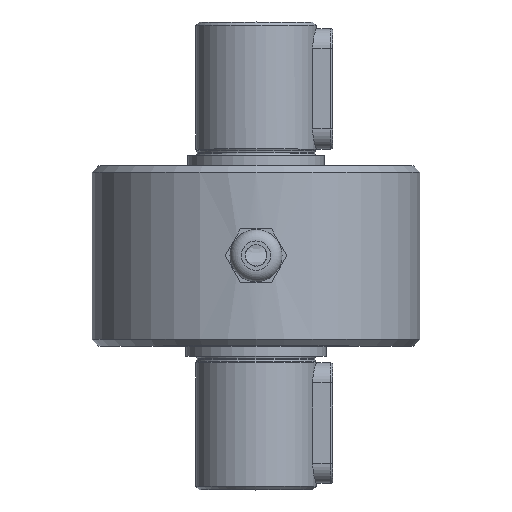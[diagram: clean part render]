
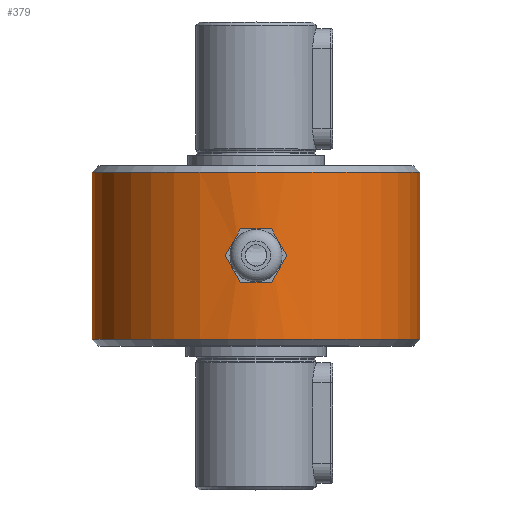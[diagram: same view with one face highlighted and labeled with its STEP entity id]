
A CAD part, top view. The second image highlights one B-rep face of the part: STEP entity #379.
In plain terms, the highlighted cylindrical face has radius 24.5 mm (diameter 49 mm), a full revolution.
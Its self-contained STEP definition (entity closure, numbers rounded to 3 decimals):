
#379 = ADVANCED_FACE( '', ( #744, #745, #746 ), #747, .T. );
#744 = FACE_OUTER_BOUND( '', #1158, .T. );
#745 = FACE_OUTER_BOUND( '', #1159, .T. );
#746 = FACE_BOUND( '', #1160, .T. );
#747 = CYLINDRICAL_SURFACE( '', #1161, 24.5 );
#1158 = EDGE_LOOP( '', ( #1751 ) );
#1159 = EDGE_LOOP( '', ( #1752 ) );
#1160 = EDGE_LOOP( '', ( #1753 ) );
#1161 = AXIS2_PLACEMENT_3D( '', #1754, #1755, #1756 );
#1751 = ORIENTED_EDGE( '', *, *, #2361, .T. );
#1752 = ORIENTED_EDGE( '', *, *, #2362, .T. );
#1753 = ORIENTED_EDGE( '', *, *, #2363, .F. );
#1754 = CARTESIAN_POINT( '', ( -60., 0., 0. ) );
#1755 = DIRECTION( '', ( 1., 0., 0. ) );
#1756 = DIRECTION( '', ( 0., 0., 1. ) );
#2361 = EDGE_CURVE( '', #2758, #2758, #2759, .F. );
#2362 = EDGE_CURVE( '', #2760, #2760, #2761, .F. );
#2363 = EDGE_CURVE( '', #2762, #2762, #2763, .T. );
#2758 = VERTEX_POINT( '', #3465 );
#2759 = CIRCLE( '', #3466, 24.5 );
#2760 = VERTEX_POINT( '', #3467 );
#2761 = CIRCLE( '', #3468, 24.5 );
#2762 = VERTEX_POINT( '', #3469 );
#2763 = B_SPLINE_CURVE_WITH_KNOTS( '', 3, ( #3470, #3471, #3472, #3473, #3474, #3475, #3476, #3477, #3478, #3479, #3480, #3481, #3482, #3483, #3484, #3485, #3486, #3487, #3488, #3489, #3490, #3491, #3492, #3493, #3494, #3495, #3496, #3497, #3498, #3499, #3500, #3501, #3502, #3503, #3504, #3505, #3506, #3507, #3508, #3509, #3510, #3511, #3512, #3513, #3514, #3515, #3516, #3517, #3518, #3519, #3520, #3521, #3522, #3523, #3524, #3525, #3526, #3527, #3528, #3529, #3530, #3531, #3532, #3533 ), .UNSPECIFIED., .T., .F., ( 2, 2, 2, 2, 2, 2, 2, 2, 2, 2, 2, 2, 2, 2, 2, 2, 2, 2, 2, 2, 2, 2, 2, 2, 2, 2, 2, 2, 2, 2, 2, 2, 2, 2 ), ( -0.001, 0., 0., 0.001, 0.001, 0.002, 0.002, 0.003, 0.003, 0.004, 0.004, 0.005, 0.005, 0.006, 0.006, 0.007, 0.007, 0.008, 0.008, 0.009, 0.009, 0.01, 0.01, 0.011, 0.011, 0.012, 0.012, 0.012, 0.013, 0.013, 0.014, 0.014, 0.015, 0.016 ), .UNSPECIFIED. );
#3465 = CARTESIAN_POINT( '', ( 1., 0., 24.5 ) );
#3466 = AXIS2_PLACEMENT_3D( '', #3932, #3933, #3934 );
#3467 = CARTESIAN_POINT( '', ( 26., 0., -24.5 ) );
#3468 = AXIS2_PLACEMENT_3D( '', #3935, #3936, #3937 );
#3469 = CARTESIAN_POINT( '', ( 15.959, 0., 24.5 ) );
#3470 = CARTESIAN_POINT( '', ( 15.959, -0.325, 24.5 ) );
#3471 = CARTESIAN_POINT( '', ( 15.959, 0.163, 24.5 ) );
#3472 = CARTESIAN_POINT( '', ( 15.943, 0.322, 24.498 ) );
#3473 = CARTESIAN_POINT( '', ( 15.88, 0.637, 24.492 ) );
#3474 = CARTESIAN_POINT( '', ( 15.833, 0.793, 24.488 ) );
#3475 = CARTESIAN_POINT( '', ( 15.709, 1.091, 24.476 ) );
#3476 = CARTESIAN_POINT( '', ( 15.634, 1.232, 24.469 ) );
#3477 = CARTESIAN_POINT( '', ( 15.455, 1.499, 24.454 ) );
#3478 = CARTESIAN_POINT( '', ( 15.352, 1.625, 24.446 ) );
#3479 = CARTESIAN_POINT( '', ( 15.125, 1.852, 24.43 ) );
#3480 = CARTESIAN_POINT( '', ( 15.001, 1.954, 24.422 ) );
#3481 = CARTESIAN_POINT( '', ( 14.733, 2.133, 24.407 ) );
#3482 = CARTESIAN_POINT( '', ( 14.59, 2.21, 24.4 ) );
#3483 = CARTESIAN_POINT( '', ( 14.294, 2.332, 24.389 ) );
#3484 = CARTESIAN_POINT( '', ( 14.139, 2.38, 24.384 ) );
#3485 = CARTESIAN_POINT( '', ( 13.821, 2.443, 24.378 ) );
#3486 = CARTESIAN_POINT( '', ( 13.662, 2.458, 24.376 ) );
#3487 = CARTESIAN_POINT( '', ( 13.341, 2.459, 24.376 ) );
#3488 = CARTESIAN_POINT( '', ( 13.178, 2.443, 24.378 ) );
#3489 = CARTESIAN_POINT( '', ( 12.863, 2.38, 24.384 ) );
#3490 = CARTESIAN_POINT( '', ( 12.709, 2.333, 24.389 ) );
#3491 = CARTESIAN_POINT( '', ( 12.411, 2.21, 24.4 ) );
#3492 = CARTESIAN_POINT( '', ( 12.268, 2.133, 24.407 ) );
#3493 = CARTESIAN_POINT( '', ( 12.001, 1.955, 24.422 ) );
#3494 = CARTESIAN_POINT( '', ( 11.877, 1.854, 24.43 ) );
#3495 = CARTESIAN_POINT( '', ( 11.648, 1.624, 24.446 ) );
#3496 = CARTESIAN_POINT( '', ( 11.546, 1.5, 24.454 ) );
#3497 = CARTESIAN_POINT( '', ( 11.368, 1.234, 24.469 ) );
#3498 = CARTESIAN_POINT( '', ( 11.291, 1.091, 24.476 ) );
#3499 = CARTESIAN_POINT( '', ( 11.167, 0.793, 24.488 ) );
#3500 = CARTESIAN_POINT( '', ( 11.121, 0.64, 24.492 ) );
#3501 = CARTESIAN_POINT( '', ( 11.058, 0.324, 24.498 ) );
#3502 = CARTESIAN_POINT( '', ( 11.042, 0.161, 24.5 ) );
#3503 = CARTESIAN_POINT( '', ( 11.041, -0.16, 24.5 ) );
#3504 = CARTESIAN_POINT( '', ( 11.057, -0.319, 24.498 ) );
#3505 = CARTESIAN_POINT( '', ( 11.12, -0.636, 24.492 ) );
#3506 = CARTESIAN_POINT( '', ( 11.167, -0.792, 24.488 ) );
#3507 = CARTESIAN_POINT( '', ( 11.289, -1.088, 24.476 ) );
#3508 = CARTESIAN_POINT( '', ( 11.366, -1.231, 24.469 ) );
#3509 = CARTESIAN_POINT( '', ( 11.545, -1.5, 24.454 ) );
#3510 = CARTESIAN_POINT( '', ( 11.647, -1.623, 24.446 ) );
#3511 = CARTESIAN_POINT( '', ( 11.873, -1.85, 24.43 ) );
#3512 = CARTESIAN_POINT( '', ( 11.999, -1.954, 24.422 ) );
#3513 = CARTESIAN_POINT( '', ( 12.266, -2.133, 24.407 ) );
#3514 = CARTESIAN_POINT( '', ( 12.408, -2.208, 24.4 ) );
#3515 = CARTESIAN_POINT( '', ( 12.705, -2.332, 24.389 ) );
#3516 = CARTESIAN_POINT( '', ( 12.861, -2.379, 24.384 ) );
#3517 = CARTESIAN_POINT( '', ( 13.176, -2.442, 24.378 ) );
#3518 = CARTESIAN_POINT( '', ( 13.335, -2.458, 24.376 ) );
#3519 = CARTESIAN_POINT( '', ( 13.66, -2.459, 24.376 ) );
#3520 = CARTESIAN_POINT( '', ( 13.82, -2.443, 24.378 ) );
#3521 = CARTESIAN_POINT( '', ( 14.135, -2.381, 24.384 ) );
#3522 = CARTESIAN_POINT( '', ( 14.291, -2.333, 24.389 ) );
#3523 = CARTESIAN_POINT( '', ( 14.589, -2.21, 24.4 ) );
#3524 = CARTESIAN_POINT( '', ( 14.73, -2.135, 24.407 ) );
#3525 = CARTESIAN_POINT( '', ( 14.997, -1.957, 24.422 ) );
#3526 = CARTESIAN_POINT( '', ( 15.124, -1.853, 24.43 ) );
#3527 = CARTESIAN_POINT( '', ( 15.35, -1.627, 24.446 ) );
#3528 = CARTESIAN_POINT( '', ( 15.452, -1.503, 24.454 ) );
#3529 = CARTESIAN_POINT( '', ( 15.632, -1.235, 24.469 ) );
#3530 = CARTESIAN_POINT( '', ( 15.709, -1.092, 24.476 ) );
#3531 = CARTESIAN_POINT( '', ( 15.893, -0.648, 24.493 ) );
#3532 = CARTESIAN_POINT( '', ( 15.959, -0.325, 24.5 ) );
#3533 = CARTESIAN_POINT( '', ( 15.959, 0.163, 24.5 ) );
#3932 = CARTESIAN_POINT( '', ( 1., 0., 0. ) );
#3933 = DIRECTION( '', ( -1., 0., 0. ) );
#3934 = DIRECTION( '', ( 0., 0., 1. ) );
#3935 = CARTESIAN_POINT( '', ( 26., 0., 0. ) );
#3936 = DIRECTION( '', ( 1., 0., 0. ) );
#3937 = DIRECTION( '', ( 0., 0., -1. ) );
